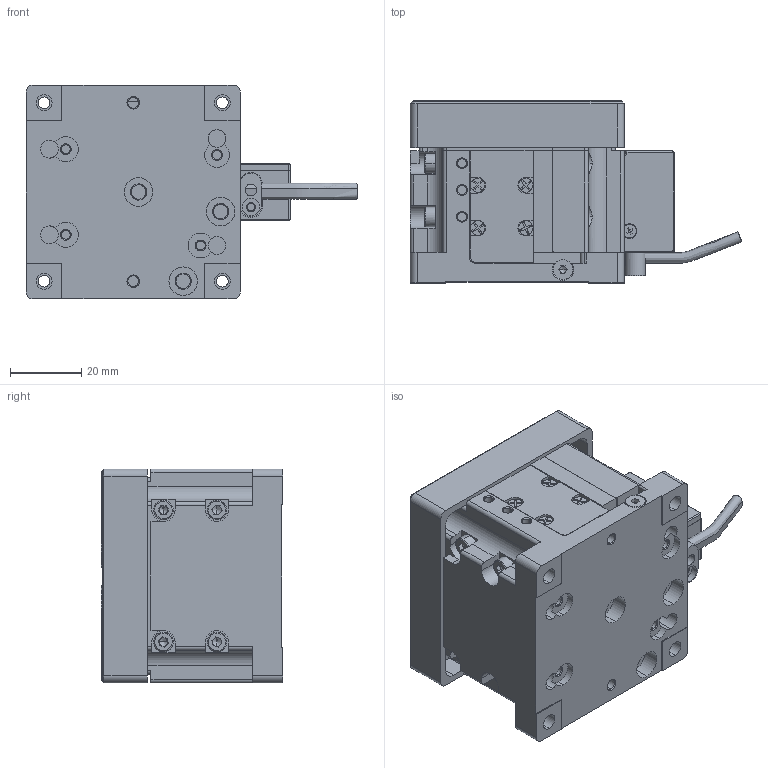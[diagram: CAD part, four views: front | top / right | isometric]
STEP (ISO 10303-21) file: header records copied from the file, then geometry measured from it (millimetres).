
FILE_DESCRIPTION (( 'STEP AP203' ), '1' );
FILE_NAME ('526963.STEP', '2025-07-25T01:43:29', ( '' ), ( '' ), 'SwSTEP 2.0', 'SolidWorks 2020', '' );
FILE_SCHEMA (( 'CONFIG_CONTROL_DESIGN' ));
Length unit declared in the file: millimetre
Products named in the file (1): 526963
Bounding box: 92.95 x 51 x 60 mm (x, y, z)
Surface area: 37364.4 mm2 (no closed solid volume)
Topology: 0 solids, 53 shells, 679 faces, 2138 edges, 1497 vertices
Faces by surface type: plane 332, cylinder 249, cone 76, bspline 22
Entity records: 29289 total; most frequent: CARTESIAN_POINT 10460, DIRECTION 3844, ORIENTED_EDGE 3659, EDGE_CURVE 2109, VERTEX_POINT 1496, AXIS2_PLACEMENT_3D 1326, LINE 1192, VECTOR 1192
